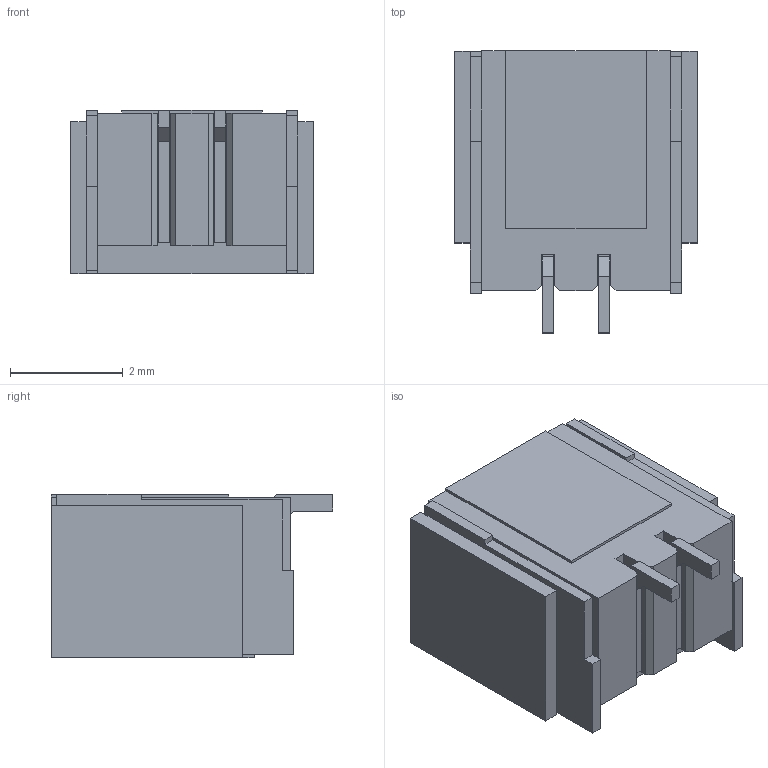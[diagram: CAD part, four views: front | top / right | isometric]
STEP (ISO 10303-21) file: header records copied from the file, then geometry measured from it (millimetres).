
FILE_DESCRIPTION((''),'2;1');
FILE_NAME('M40-4010246_ASM','2013-08-02T',('wbourne'),(''),'PRO/ENGINEER BY PARAMETRIC TECHNOLOGY CORPORATION, 2012230','PRO/ENGINEER BY PARAMETRIC TECHNOLOGY CORPORATION, 2012230','');
FILE_SCHEMA(('CONFIG_CONTROL_DESIGN'));
Length unit declared in the file: millimetre
Products named in the file (4): M40-4010246-MOULD; M40-401-PIN; M40-401-TAB; M40-4010246_ASM
Assembly tree (5 placements, depth 2):
  M40-4010246_ASM
    M40-4010246-MOULD
    M40-401-PIN  x2
    M40-401-TAB  x2
Bounding box: 4.3 x 5 x 2.9 mm (x, y, z)
Volume: 30.8 mm3; surface area: 190.8 mm2
Topology: 5 solids, 5 shells, 163 faces, 474 edges, 316 vertices
Faces by surface type: plane 163
Entity records: 5151 total; most frequent: CARTESIAN_POINT 718, ORIENTED_EDGE 708, DIRECTION 610, PRESENTATION_STYLE_ASSIGNMENT 357, STYLED_ITEM 357, VECTOR 354, LINE 354, CURVE_STYLE 354
